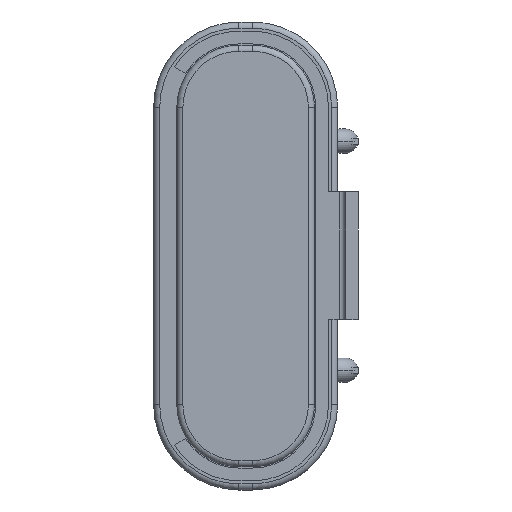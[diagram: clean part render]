
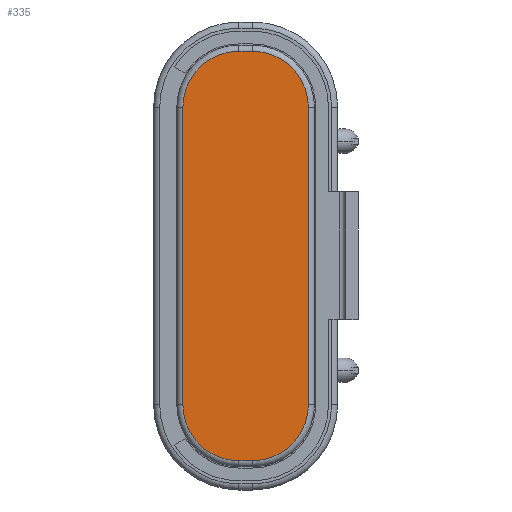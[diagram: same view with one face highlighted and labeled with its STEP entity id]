
A CAD part, left-side view. The second image highlights one B-rep face of the part: STEP entity #335.
In plain terms, the highlighted planar face has unit normal (-1, 0, 0).
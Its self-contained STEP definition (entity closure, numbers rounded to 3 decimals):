
#7 = VERTEX_POINT ( 'NONE', #547 ) ;
#74 = CARTESIAN_POINT ( 'NONE',  ( -4.466, 0.82, -1.781 ) ) ;
#139 = EDGE_CURVE ( 'NONE', #734, #505, #2597, .T. ) ;
#188 = CARTESIAN_POINT ( 'NONE',  ( -4.466, 2.88, 2.435 ) ) ;
#203 = CIRCLE ( 'NONE', #1879, 0.92 ) ;
#265 = PLANE ( 'NONE',  #2060 ) ;
#287 = CARTESIAN_POINT ( 'NONE',  ( -4.466, 1.96, -3.365 ) ) ;
#335 = ADVANCED_FACE ( 'NONE', ( #2086 ), #265, .T. ) ;
#367 = CARTESIAN_POINT ( 'NONE',  ( -4.466, 1.96, 2.435 ) ) ;
#454 = LINE ( 'NONE', #843, #3128 ) ;
#505 = VERTEX_POINT ( 'NONE', #616 ) ;
#526 = EDGE_CURVE ( 'NONE', #7, #2721, #2132, .T. ) ;
#533 = CARTESIAN_POINT ( 'NONE',  ( -4.466, 0., -1.781 ) ) ;
#547 = CARTESIAN_POINT ( 'NONE',  ( -4.466, 1.96, 3.355 ) ) ;
#599 = EDGE_CURVE ( 'NONE', #2988, #2427, #1728, .T. ) ;
#616 = CARTESIAN_POINT ( 'NONE',  ( -4.466, 0.82, 2.435 ) ) ;
#642 = DIRECTION ( 'NONE',  ( 0., 0., 1. ) ) ;
#649 = DIRECTION ( 'NONE',  ( -1., 0., 0. ) ) ;
#734 = VERTEX_POINT ( 'NONE', #2718 ) ;
#796 = DIRECTION ( 'NONE',  ( -1., 0., 0. ) ) ;
#843 = CARTESIAN_POINT ( 'NONE',  ( -4.466, 0., 3.355 ) ) ;
#956 = EDGE_LOOP ( 'NONE', ( #2935, #1395, #1971, #2243, #1079, #3345, #3312, #1027 ) ) ;
#1027 = ORIENTED_EDGE ( 'NONE', *, *, #526, .T. ) ;
#1079 = ORIENTED_EDGE ( 'NONE', *, *, #139, .T. ) ;
#1186 = VECTOR ( 'NONE', #3105, 1000. ) ;
#1196 = DIRECTION ( 'NONE',  ( -1., 0., 0. ) ) ;
#1215 = VECTOR ( 'NONE', #1383, 1000. ) ;
#1269 = CARTESIAN_POINT ( 'NONE',  ( -4.466, 2.88, -1.781 ) ) ;
#1283 = AXIS2_PLACEMENT_3D ( 'NONE', #1339, #3149, #1591 ) ;
#1339 = CARTESIAN_POINT ( 'NONE',  ( -4.466, 1.74, 2.435 ) ) ;
#1383 = DIRECTION ( 'NONE',  ( 0., 0., 1. ) ) ;
#1395 = ORIENTED_EDGE ( 'NONE', *, *, #599, .T. ) ;
#1477 = EDGE_CURVE ( 'NONE', #2012, #7, #454, .T. ) ;
#1590 = EDGE_CURVE ( 'NONE', #1966, #734, #203, .T. ) ;
#1591 = DIRECTION ( 'NONE',  ( 0., 0., 1. ) ) ;
#1625 = VECTOR ( 'NONE', #1771, 1000. ) ;
#1709 = EDGE_CURVE ( 'NONE', #2721, #2988, #2416, .T. ) ;
#1728 = CIRCLE ( 'NONE', #2700, 0.92 ) ;
#1771 = DIRECTION ( 'NONE',  ( 0., 0., -1. ) ) ;
#1809 = CARTESIAN_POINT ( 'NONE',  ( -4.466, 0., -3.365 ) ) ;
#1813 = AXIS2_PLACEMENT_3D ( 'NONE', #367, #2198, #642 ) ;
#1860 = CARTESIAN_POINT ( 'NONE',  ( -4.466, 2.88, -2.445 ) ) ;
#1879 = AXIS2_PLACEMENT_3D ( 'NONE', #2206, #649, #2480 ) ;
#1966 = VERTEX_POINT ( 'NONE', #3202 ) ;
#1971 = ORIENTED_EDGE ( 'NONE', *, *, #3208, .T. ) ;
#2012 = VERTEX_POINT ( 'NONE', #2471 ) ;
#2060 = AXIS2_PLACEMENT_3D ( 'NONE', #533, #796, #2642 ) ;
#2086 = FACE_OUTER_BOUND ( 'NONE', #956, .T. ) ;
#2132 = CIRCLE ( 'NONE', #1813, 0.92 ) ;
#2198 = DIRECTION ( 'NONE',  ( -1., 0., 0. ) ) ;
#2206 = CARTESIAN_POINT ( 'NONE',  ( -4.466, 1.74, -2.445 ) ) ;
#2243 = ORIENTED_EDGE ( 'NONE', *, *, #1590, .T. ) ;
#2415 = EDGE_CURVE ( 'NONE', #505, #2012, #3255, .T. ) ;
#2416 = LINE ( 'NONE', #1269, #1625 ) ;
#2427 = VERTEX_POINT ( 'NONE', #287 ) ;
#2471 = CARTESIAN_POINT ( 'NONE',  ( -4.466, 1.74, 3.355 ) ) ;
#2480 = DIRECTION ( 'NONE',  ( 0., 0., 1. ) ) ;
#2573 = LINE ( 'NONE', #1809, #1186 ) ;
#2597 = LINE ( 'NONE', #74, #1215 ) ;
#2642 = DIRECTION ( 'NONE',  ( 0., 0., 1. ) ) ;
#2700 = AXIS2_PLACEMENT_3D ( 'NONE', #2758, #1196, #3007 ) ;
#2718 = CARTESIAN_POINT ( 'NONE',  ( -4.466, 0.82, -2.445 ) ) ;
#2721 = VERTEX_POINT ( 'NONE', #188 ) ;
#2758 = CARTESIAN_POINT ( 'NONE',  ( -4.466, 1.96, -2.445 ) ) ;
#2935 = ORIENTED_EDGE ( 'NONE', *, *, #1709, .T. ) ;
#2988 = VERTEX_POINT ( 'NONE', #1860 ) ;
#3007 = DIRECTION ( 'NONE',  ( 0., 0., 1. ) ) ;
#3105 = DIRECTION ( 'NONE',  ( 0., -1., 0. ) ) ;
#3128 = VECTOR ( 'NONE', #3194, 1000. ) ;
#3149 = DIRECTION ( 'NONE',  ( -1., 0., 0. ) ) ;
#3194 = DIRECTION ( 'NONE',  ( 0., 1., 0. ) ) ;
#3202 = CARTESIAN_POINT ( 'NONE',  ( -4.466, 1.74, -3.365 ) ) ;
#3208 = EDGE_CURVE ( 'NONE', #2427, #1966, #2573, .T. ) ;
#3255 = CIRCLE ( 'NONE', #1283, 0.92 ) ;
#3312 = ORIENTED_EDGE ( 'NONE', *, *, #1477, .T. ) ;
#3345 = ORIENTED_EDGE ( 'NONE', *, *, #2415, .T. ) ;
